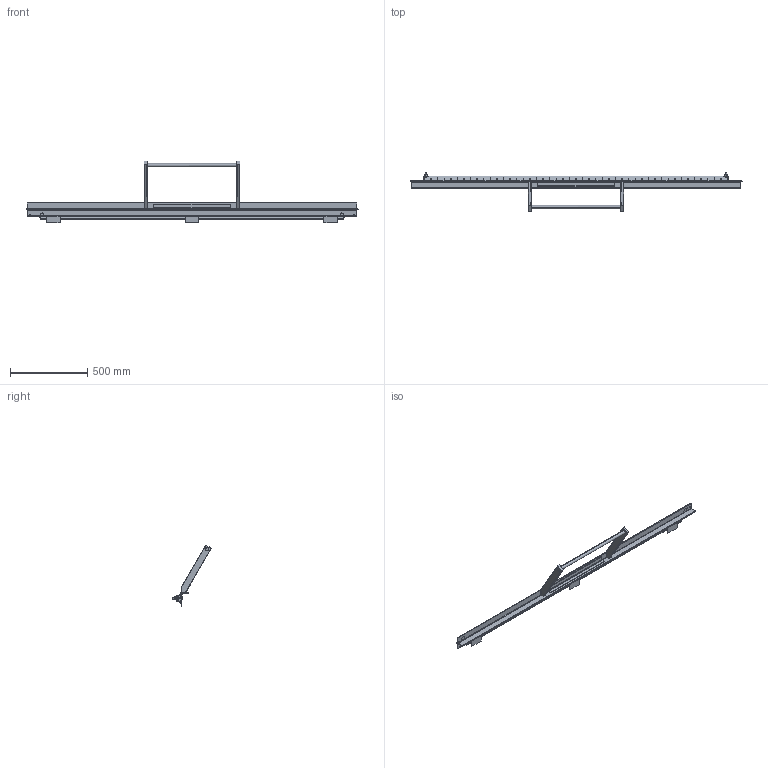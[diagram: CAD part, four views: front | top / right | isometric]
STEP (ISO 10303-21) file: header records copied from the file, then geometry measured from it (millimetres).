
FILE_DESCRIPTION(('FreeCAD Model'),'2;1');
FILE_NAME('Open CASCADE Shape Model','2025-05-01T07:36:25',('FreeCAD'),( 'FreeCAD'),'Open CASCADE STEP processor 7.6','FreeCAD','Unknown');
FILE_SCHEMA(('AUTOMOTIVE_DESIGN { 1 0 10303 214 1 1 1 1 }'));
Products named in the file (1): Open CASCADE STEP translator 7.6 1
Bounding box: 2150.85 x 249.41 x 401.18 mm (x, y, z)
Surface area: 1410254.7 mm2 (no closed solid volume)
Topology: 0 solids, 695 shells, 695 faces, 8875 edges, 8867 vertices
Faces by surface type: bspline 695
Entity records: 81919 total; most frequent: CARTESIAN_POINT 42931, ORIENTED_EDGE 8867, EDGE_CURVE 8867, VERTEX_POINT 8867, B_SPLINE_CURVE_WITH_KNOTS 8338, FACE_BOUND 761, EDGE_LOOP 761, SHELL_BASED_SURFACE_MODEL 695
